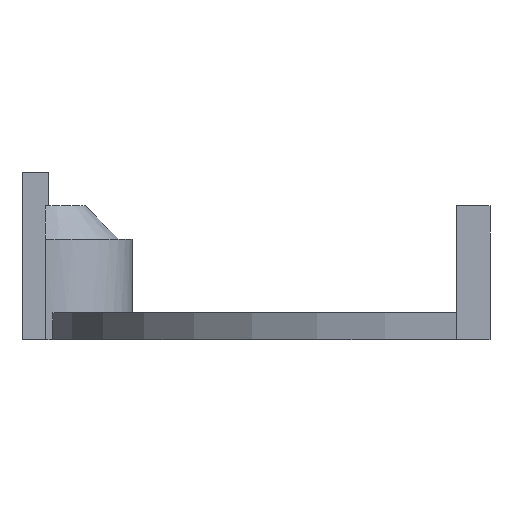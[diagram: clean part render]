
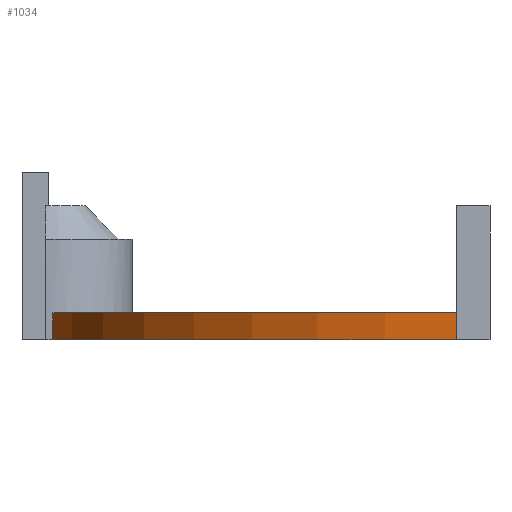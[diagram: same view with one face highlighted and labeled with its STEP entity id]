
A CAD part, front view. The second image highlights one B-rep face of the part: STEP entity #1034.
In plain terms, the highlighted cylindrical face has radius 64 mm (diameter 128 mm), a partial arc.
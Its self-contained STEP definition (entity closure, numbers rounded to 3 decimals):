
#44 = PLANE('',#45);
#45 = AXIS2_PLACEMENT_3D('',#46,#47,#48);
#46 = CARTESIAN_POINT('',(-2.5,-52.,0.));
#47 = DIRECTION('',(1.,0.,-0.));
#48 = DIRECTION('',(0.,-1.,0.));
#126 = PLANE('',#127);
#127 = AXIS2_PLACEMENT_3D('',#128,#129,#130);
#128 = CARTESIAN_POINT('',(0.,-58.,0.));
#129 = DIRECTION('',(0.,0.,1.));
#130 = DIRECTION('',(1.,0.,-0.));
#144 = VERTEX_POINT('',#145);
#145 = CARTESIAN_POINT('',(-2.5,-63.951,4.));
#158 = PLANE('',#159);
#159 = AXIS2_PLACEMENT_3D('',#160,#161,#162);
#160 = CARTESIAN_POINT('',(0.,0.,4.));
#161 = DIRECTION('',(-0.,-0.,-1.));
#162 = DIRECTION('',(-1.,0.,0.));
#220 = VERTEX_POINT('',#221);
#221 = CARTESIAN_POINT('',(-2.5,-63.951,0.));
#242 = EDGE_CURVE('',#144,#220,#243,.T.);
#243 = SURFACE_CURVE('',#244,(#248,#254),.PCURVE_S1.);
#244 = LINE('',#245,#246);
#245 = CARTESIAN_POINT('',(-2.5,-63.951,0.));
#246 = VECTOR('',#247,1.);
#247 = DIRECTION('',(0.,0.,-1.));
#248 = PCURVE('',#44,#249);
#249 = DEFINITIONAL_REPRESENTATION('',(#250),#253);
#250 = B_SPLINE_CURVE_WITH_KNOTS('',1,(#251,#252),.UNSPECIFIED.,.F.,.F.,
  (2,2),(-4.,0.),.PIECEWISE_BEZIER_KNOTS.);
#251 = CARTESIAN_POINT('',(11.951,-4.));
#252 = CARTESIAN_POINT('',(11.951,0.));
#253 = ( GEOMETRIC_REPRESENTATION_CONTEXT(2) 
PARAMETRIC_REPRESENTATION_CONTEXT() REPRESENTATION_CONTEXT('2D SPACE',''
  ) );
#254 = PCURVE('',#255,#260);
#255 = CYLINDRICAL_SURFACE('',#256,64.);
#256 = AXIS2_PLACEMENT_3D('',#257,#258,#259);
#257 = CARTESIAN_POINT('',(0.,0.,0.));
#258 = DIRECTION('',(0.,0.,-1.));
#259 = DIRECTION('',(-1.,0.,0.));
#260 = DEFINITIONAL_REPRESENTATION('',(#261),#264);
#261 = B_SPLINE_CURVE_WITH_KNOTS('',1,(#262,#263),.UNSPECIFIED.,.F.,.F.,
  (2,2),(-4.,0.),.PIECEWISE_BEZIER_KNOTS.);
#262 = CARTESIAN_POINT('',(4.751,-4.));
#263 = CARTESIAN_POINT('',(4.751,0.));
#264 = ( GEOMETRIC_REPRESENTATION_CONTEXT(2) 
PARAMETRIC_REPRESENTATION_CONTEXT() REPRESENTATION_CONTEXT('2D SPACE',''
  ) );
#606 = CYLINDRICAL_SURFACE('',#607,12.);
#607 = AXIS2_PLACEMENT_3D('',#608,#609,#610);
#608 = CARTESIAN_POINT('',(-63.,0.,0.));
#609 = DIRECTION('',(0.,0.,-1.));
#610 = DIRECTION('',(-1.,0.,0.));
#759 = VERTEX_POINT('',#760);
#760 = CARTESIAN_POINT('',(-62.865,-11.999,0.));
#782 = EDGE_CURVE('',#759,#220,#783,.T.);
#783 = SURFACE_CURVE('',#784,(#789,#796),.PCURVE_S1.);
#784 = CIRCLE('',#785,64.);
#785 = AXIS2_PLACEMENT_3D('',#786,#787,#788);
#786 = CARTESIAN_POINT('',(0.,0.,0.));
#787 = DIRECTION('',(0.,0.,1.));
#788 = DIRECTION('',(-0.031,1.,0.));
#789 = PCURVE('',#126,#790);
#790 = DEFINITIONAL_REPRESENTATION('',(#791),#795);
#791 = CIRCLE('',#792,64.);
#792 = AXIS2_PLACEMENT_2D('',#793,#794);
#793 = CARTESIAN_POINT('',(0.,58.));
#794 = DIRECTION('',(-0.031,1.));
#795 = ( GEOMETRIC_REPRESENTATION_CONTEXT(2) 
PARAMETRIC_REPRESENTATION_CONTEXT() REPRESENTATION_CONTEXT('2D SPACE',''
  ) );
#796 = PCURVE('',#255,#797);
#797 = DEFINITIONAL_REPRESENTATION('',(#798),#802);
#798 = LINE('',#799,#800);
#799 = CARTESIAN_POINT('',(7.823,0.));
#800 = VECTOR('',#801,1.);
#801 = DIRECTION('',(-1.,-0.));
#802 = ( GEOMETRIC_REPRESENTATION_CONTEXT(2) 
PARAMETRIC_REPRESENTATION_CONTEXT() REPRESENTATION_CONTEXT('2D SPACE',''
  ) );
#902 = EDGE_CURVE('',#144,#903,#905,.T.);
#903 = VERTEX_POINT('',#904);
#904 = CARTESIAN_POINT('',(-62.865,-11.999,4.));
#905 = SURFACE_CURVE('',#906,(#911,#918),.PCURVE_S1.);
#906 = CIRCLE('',#907,64.);
#907 = AXIS2_PLACEMENT_3D('',#908,#909,#910);
#908 = CARTESIAN_POINT('',(0.,0.,4.));
#909 = DIRECTION('',(0.,0.,-1.));
#910 = DIRECTION('',(-0.031,-1.,-0.));
#911 = PCURVE('',#158,#912);
#912 = DEFINITIONAL_REPRESENTATION('',(#913),#917);
#913 = CIRCLE('',#914,64.);
#914 = AXIS2_PLACEMENT_2D('',#915,#916);
#915 = CARTESIAN_POINT('',(0.,0.));
#916 = DIRECTION('',(0.031,-1.));
#917 = ( GEOMETRIC_REPRESENTATION_CONTEXT(2) 
PARAMETRIC_REPRESENTATION_CONTEXT() REPRESENTATION_CONTEXT('2D SPACE',''
  ) );
#918 = PCURVE('',#255,#919);
#919 = DEFINITIONAL_REPRESENTATION('',(#920),#924);
#920 = LINE('',#921,#922);
#921 = CARTESIAN_POINT('',(4.744,-4.));
#922 = VECTOR('',#923,1.);
#923 = DIRECTION('',(1.,0.));
#924 = ( GEOMETRIC_REPRESENTATION_CONTEXT(2) 
PARAMETRIC_REPRESENTATION_CONTEXT() REPRESENTATION_CONTEXT('2D SPACE',''
  ) );
#1034 = ADVANCED_FACE('',(#1035),#255,.T.);
#1035 = FACE_BOUND('',#1036,.T.);
#1036 = EDGE_LOOP('',(#1037,#1038,#1039,#1058));
#1037 = ORIENTED_EDGE('',*,*,#242,.F.);
#1038 = ORIENTED_EDGE('',*,*,#902,.T.);
#1039 = ORIENTED_EDGE('',*,*,#1040,.T.);
#1040 = EDGE_CURVE('',#903,#759,#1041,.T.);
#1041 = SURFACE_CURVE('',#1042,(#1046,#1052),.PCURVE_S1.);
#1042 = LINE('',#1043,#1044);
#1043 = CARTESIAN_POINT('',(-62.865,-11.999,0.));
#1044 = VECTOR('',#1045,1.);
#1045 = DIRECTION('',(0.,0.,-1.));
#1046 = PCURVE('',#255,#1047);
#1047 = DEFINITIONAL_REPRESENTATION('',(#1048),#1051);
#1048 = B_SPLINE_CURVE_WITH_KNOTS('',1,(#1049,#1050),.UNSPECIFIED.,.F.,
  .F.,(2,2),(-4.,0.),.PIECEWISE_BEZIER_KNOTS.);
#1049 = CARTESIAN_POINT('',(6.095,-4.));
#1050 = CARTESIAN_POINT('',(6.095,0.));
#1051 = ( GEOMETRIC_REPRESENTATION_CONTEXT(2) 
PARAMETRIC_REPRESENTATION_CONTEXT() REPRESENTATION_CONTEXT('2D SPACE',''
  ) );
#1052 = PCURVE('',#606,#1053);
#1053 = DEFINITIONAL_REPRESENTATION('',(#1054),#1057);
#1054 = B_SPLINE_CURVE_WITH_KNOTS('',1,(#1055,#1056),.UNSPECIFIED.,.F.,
  .F.,(2,2),(-4.,0.),.PIECEWISE_BEZIER_KNOTS.);
#1055 = CARTESIAN_POINT('',(4.701,-4.));
#1056 = CARTESIAN_POINT('',(4.701,0.));
#1057 = ( GEOMETRIC_REPRESENTATION_CONTEXT(2) 
PARAMETRIC_REPRESENTATION_CONTEXT() REPRESENTATION_CONTEXT('2D SPACE',''
  ) );
#1058 = ORIENTED_EDGE('',*,*,#782,.T.);
